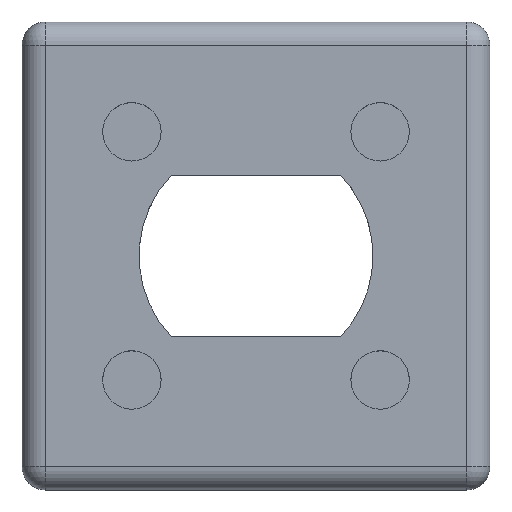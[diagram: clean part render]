
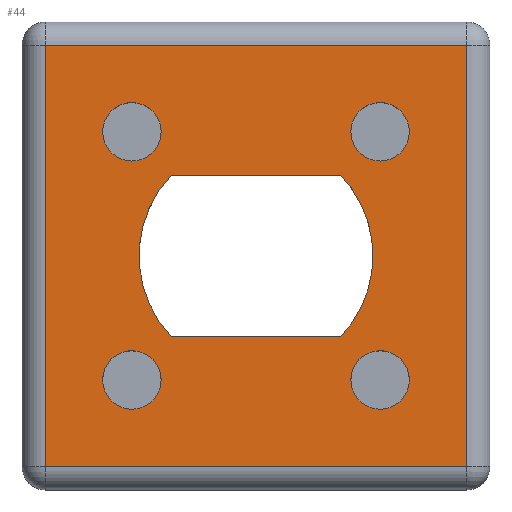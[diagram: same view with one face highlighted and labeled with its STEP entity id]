
A CAD part, top view. The second image highlights one B-rep face of the part: STEP entity #44.
In plain terms, the highlighted planar face has unit normal (0, 0, 1).
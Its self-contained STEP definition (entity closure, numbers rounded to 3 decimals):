
#13 = VERTEX_POINT ( 'NONE', #438 ) ;
#24 = EDGE_CURVE ( 'NONE', #352, #213, #430, .T. ) ;
#29 = ORIENTED_EDGE ( 'NONE', *, *, #24, .F. ) ;
#40 = EDGE_LOOP ( 'NONE', ( #95, #108 ) ) ;
#41 = EDGE_LOOP ( 'NONE', ( #48, #130 ) ) ;
#42 = EDGE_LOOP ( 'NONE', ( #29, #132 ) ) ;
#43 = VERTEX_POINT ( 'NONE', #444 ) ;
#44 = ADVANCED_FACE ( 'NONE', ( #450, #420, #453, #451, #454, #449 ), #455, .T. ) ;
#48 = ORIENTED_EDGE ( 'NONE', *, *, #133, .F. ) ;
#49 = EDGE_CURVE ( 'NONE', #215, #1356, #501, .T. ) ;
#52 = EDGE_CURVE ( 'NONE', #1271, #1268, #441, .T. ) ;
#58 = VERTEX_POINT ( 'NONE', #482 ) ;
#66 = VERTEX_POINT ( 'NONE', #486 ) ;
#67 = EDGE_CURVE ( 'NONE', #66, #58, #531, .T. ) ;
#68 = ORIENTED_EDGE ( 'NONE', *, *, #52, .F. ) ;
#83 = EDGE_CURVE ( 'NONE', #1360, #13, #558, .T. ) ;
#86 = EDGE_CURVE ( 'NONE', #213, #352, #550, .T. ) ;
#95 = ORIENTED_EDGE ( 'NONE', *, *, #129, .F. ) ;
#96 = ORIENTED_EDGE ( 'NONE', *, *, #125, .T. ) ;
#108 = ORIENTED_EDGE ( 'NONE', *, *, #83, .F. ) ;
#113 = ORIENTED_EDGE ( 'NONE', *, *, #119, .T. ) ;
#117 = ORIENTED_EDGE ( 'NONE', *, *, #189, .T. ) ;
#118 = EDGE_LOOP ( 'NONE', ( #121, #68 ) ) ;
#119 = EDGE_CURVE ( 'NONE', #43, #123, #607, .T. ) ;
#120 = EDGE_LOOP ( 'NONE', ( #126, #96, #113, #117 ) ) ;
#121 = ORIENTED_EDGE ( 'NONE', *, *, #128, .F. ) ;
#122 = VERTEX_POINT ( 'NONE', #566 ) ;
#123 = VERTEX_POINT ( 'NONE', #601 ) ;
#124 = EDGE_CURVE ( 'NONE', #122, #127, #216, .T. ) ;
#125 = EDGE_CURVE ( 'NONE', #127, #43, #649, .T. ) ;
#126 = ORIENTED_EDGE ( 'NONE', *, *, #124, .T. ) ;
#127 = VERTEX_POINT ( 'NONE', #652 ) ;
#128 = EDGE_CURVE ( 'NONE', #1268, #1271, #643, .T. ) ;
#129 = EDGE_CURVE ( 'NONE', #13, #1360, #645, .T. ) ;
#130 = ORIENTED_EDGE ( 'NONE', *, *, #49, .F. ) ;
#131 = ORIENTED_EDGE ( 'NONE', *, *, #67, .F. ) ;
#132 = ORIENTED_EDGE ( 'NONE', *, *, #86, .F. ) ;
#133 = EDGE_CURVE ( 'NONE', #1356, #215, #642, .T. ) ;
#136 = ORIENTED_EDGE ( 'NONE', *, *, #159, .F. ) ;
#137 = EDGE_CURVE ( 'NONE', #165, #66, #682, .T. ) ;
#146 = VERTEX_POINT ( 'NONE', #633 ) ;
#150 = EDGE_LOOP ( 'NONE', ( #188, #185, #153, #136, #131 ) ) ;
#153 = ORIENTED_EDGE ( 'NONE', *, *, #174, .F. ) ;
#154 = VERTEX_POINT ( 'NONE', #636 ) ;
#159 = EDGE_CURVE ( 'NONE', #58, #154, #710, .T. ) ;
#165 = VERTEX_POINT ( 'NONE', #702 ) ;
#174 = EDGE_CURVE ( 'NONE', #154, #146, #691, .T. ) ;
#185 = ORIENTED_EDGE ( 'NONE', *, *, #187, .F. ) ;
#187 = EDGE_CURVE ( 'NONE', #146, #165, #729, .T. ) ;
#188 = ORIENTED_EDGE ( 'NONE', *, *, #137, .F. ) ;
#189 = EDGE_CURVE ( 'NONE', #123, #122, #724, .T. ) ;
#213 = VERTEX_POINT ( 'NONE', #809 ) ;
#215 = VERTEX_POINT ( 'NONE', #767 ) ;
#216 = LINE ( 'NONE', #244, #247 ) ;
#217 = DIRECTION ( 'NONE',  ( 0., -1., 0. ) ) ;
#244 = CARTESIAN_POINT ( 'NONE',  ( -9., -10., 5. ) ) ;
#247 = VECTOR ( 'NONE', #217, 1000. ) ;
#352 = VERTEX_POINT ( 'NONE', #967 ) ;
#382 = AXIS2_PLACEMENT_3D ( 'NONE', #419, #418, #417 ) ;
#417 = DIRECTION ( 'NONE',  ( -1., 0., 0. ) ) ;
#418 = DIRECTION ( 'NONE',  ( 0., 0., 1. ) ) ;
#419 = CARTESIAN_POINT ( 'NONE',  ( 5.303, -5.303, 5. ) ) ;
#420 = FACE_BOUND ( 'NONE', #41, .T. ) ;
#430 = CIRCLE ( 'NONE', #382, 1.25 ) ;
#438 = CARTESIAN_POINT ( 'NONE',  ( 6.553, 5.303, 5. ) ) ;
#441 = CIRCLE ( 'NONE', #492, 1.25 ) ;
#442 = AXIS2_PLACEMENT_3D ( 'NONE', #505, #504, #503 ) ;
#443 = DIRECTION ( 'NONE',  ( 0., 0., 1. ) ) ;
#444 = CARTESIAN_POINT ( 'NONE',  ( 9., -9., 5. ) ) ;
#449 = FACE_BOUND ( 'NONE', #150, .T. ) ;
#450 = FACE_BOUND ( 'NONE', #42, .T. ) ;
#451 = FACE_BOUND ( 'NONE', #118, .T. ) ;
#453 = FACE_BOUND ( 'NONE', #40, .T. ) ;
#454 = FACE_OUTER_BOUND ( 'NONE', #120, .T. ) ;
#455 = PLANE ( 'NONE',  #442 ) ;
#474 = CARTESIAN_POINT ( 'NONE',  ( 0., 0., 5. ) ) ;
#482 = CARTESIAN_POINT ( 'NONE',  ( 3.619, 3.45, 5. ) ) ;
#486 = CARTESIAN_POINT ( 'NONE',  ( 5., 0., 5. ) ) ;
#490 = DIRECTION ( 'NONE',  ( 1., 0., 0. ) ) ;
#491 = DIRECTION ( 'NONE',  ( 0., 0., 1. ) ) ;
#492 = AXIS2_PLACEMENT_3D ( 'NONE', #498, #491, #490 ) ;
#498 = CARTESIAN_POINT ( 'NONE',  ( -5.303, 5.303, 5. ) ) ;
#499 = DIRECTION ( 'NONE',  ( -1., 0., 0. ) ) ;
#500 = AXIS2_PLACEMENT_3D ( 'NONE', #506, #443, #499 ) ;
#501 = CIRCLE ( 'NONE', #500, 1.25 ) ;
#503 = DIRECTION ( 'NONE',  ( 1., 0., 0. ) ) ;
#504 = DIRECTION ( 'NONE',  ( 0., 0., 1. ) ) ;
#505 = CARTESIAN_POINT ( 'NONE',  ( -10., 10., 5. ) ) ;
#506 = CARTESIAN_POINT ( 'NONE',  ( -5.303, -5.303, 5. ) ) ;
#528 = DIRECTION ( 'NONE',  ( 1., 0., 0. ) ) ;
#529 = DIRECTION ( 'NONE',  ( 0., 0., 1. ) ) ;
#530 = AXIS2_PLACEMENT_3D ( 'NONE', #474, #529, #528 ) ;
#531 = CIRCLE ( 'NONE', #530, 5. ) ;
#534 = DIRECTION ( 'NONE',  ( -1., 0., 0. ) ) ;
#535 = DIRECTION ( 'NONE',  ( 0., 0., 1. ) ) ;
#536 = CARTESIAN_POINT ( 'NONE',  ( 5.303, -5.303, 5. ) ) ;
#537 = AXIS2_PLACEMENT_3D ( 'NONE', #536, #535, #534 ) ;
#546 = DIRECTION ( 'NONE',  ( 1., 0., 0. ) ) ;
#547 = DIRECTION ( 'NONE',  ( 0., 0., 1. ) ) ;
#550 = CIRCLE ( 'NONE', #537, 1.25 ) ;
#556 = CARTESIAN_POINT ( 'NONE',  ( 5.303, 5.303, 5. ) ) ;
#558 = CIRCLE ( 'NONE', #564, 1.25 ) ;
#564 = AXIS2_PLACEMENT_3D ( 'NONE', #556, #547, #546 ) ;
#566 = CARTESIAN_POINT ( 'NONE',  ( -9., 9., 5. ) ) ;
#601 = CARTESIAN_POINT ( 'NONE',  ( 9., 9., 5. ) ) ;
#604 = DIRECTION ( 'NONE',  ( 0., 1., 0. ) ) ;
#605 = VECTOR ( 'NONE', #604, 1000. ) ;
#606 = CARTESIAN_POINT ( 'NONE',  ( 9., 10., 5. ) ) ;
#607 = LINE ( 'NONE', #606, #605 ) ;
#628 = DIRECTION ( 'NONE',  ( -1., 0., 0. ) ) ;
#629 = DIRECTION ( 'NONE',  ( 0., 0., 1. ) ) ;
#630 = CARTESIAN_POINT ( 'NONE',  ( -5.303, -5.303, 5. ) ) ;
#631 = AXIS2_PLACEMENT_3D ( 'NONE', #630, #629, #628 ) ;
#633 = CARTESIAN_POINT ( 'NONE',  ( -3.619, -3.45, 5. ) ) ;
#634 = DIRECTION ( 'NONE',  ( 1., 0., 0. ) ) ;
#635 = DIRECTION ( 'NONE',  ( 0., 0., 1. ) ) ;
#636 = CARTESIAN_POINT ( 'NONE',  ( -3.619, 3.45, 5. ) ) ;
#638 = DIRECTION ( 'NONE',  ( 1., 0., 0. ) ) ;
#639 = DIRECTION ( 'NONE',  ( 0., 0., 1. ) ) ;
#640 = CARTESIAN_POINT ( 'NONE',  ( 0., 0., 5. ) ) ;
#641 = CARTESIAN_POINT ( 'NONE',  ( 5.303, 5.303, 5. ) ) ;
#642 = CIRCLE ( 'NONE', #631, 1.25 ) ;
#643 = CIRCLE ( 'NONE', #650, 1.25 ) ;
#645 = CIRCLE ( 'NONE', #651, 1.25 ) ;
#646 = DIRECTION ( 'NONE',  ( 1., 0., 0. ) ) ;
#647 = VECTOR ( 'NONE', #646, 1000. ) ;
#648 = CARTESIAN_POINT ( 'NONE',  ( 10., -9., 5. ) ) ;
#649 = LINE ( 'NONE', #648, #647 ) ;
#650 = AXIS2_PLACEMENT_3D ( 'NONE', #653, #639, #638 ) ;
#651 = AXIS2_PLACEMENT_3D ( 'NONE', #641, #635, #634 ) ;
#652 = CARTESIAN_POINT ( 'NONE',  ( -9., -9., 5. ) ) ;
#653 = CARTESIAN_POINT ( 'NONE',  ( -5.303, 5.303, 5. ) ) ;
#679 = DIRECTION ( 'NONE',  ( 1., 0., 0. ) ) ;
#680 = DIRECTION ( 'NONE',  ( 0., 0., 1. ) ) ;
#681 = AXIS2_PLACEMENT_3D ( 'NONE', #640, #680, #679 ) ;
#682 = CIRCLE ( 'NONE', #681, 5. ) ;
#687 = DIRECTION ( 'NONE',  ( 1., 0., 0. ) ) ;
#688 = DIRECTION ( 'NONE',  ( 0., 0., 1. ) ) ;
#689 = CARTESIAN_POINT ( 'NONE',  ( 0., 0., 5. ) ) ;
#690 = AXIS2_PLACEMENT_3D ( 'NONE', #689, #688, #687 ) ;
#691 = CIRCLE ( 'NONE', #690, 5. ) ;
#702 = CARTESIAN_POINT ( 'NONE',  ( 3.619, -3.45, 5. ) ) ;
#707 = DIRECTION ( 'NONE',  ( -1., 0., 0. ) ) ;
#708 = VECTOR ( 'NONE', #707, 1000. ) ;
#709 = CARTESIAN_POINT ( 'NONE',  ( 3.619, 3.45, 5. ) ) ;
#710 = LINE ( 'NONE', #709, #708 ) ;
#719 = DIRECTION ( 'NONE',  ( -1., 0., 0. ) ) ;
#720 = VECTOR ( 'NONE', #719, 1000. ) ;
#721 = CARTESIAN_POINT ( 'NONE',  ( -10., 9., 5. ) ) ;
#724 = LINE ( 'NONE', #721, #720 ) ;
#726 = DIRECTION ( 'NONE',  ( 1., 0., 0. ) ) ;
#727 = VECTOR ( 'NONE', #726, 1000. ) ;
#728 = CARTESIAN_POINT ( 'NONE',  ( 3.619, -3.45, 5. ) ) ;
#729 = LINE ( 'NONE', #728, #727 ) ;
#767 = CARTESIAN_POINT ( 'NONE',  ( -6.553, -5.303, 5. ) ) ;
#809 = CARTESIAN_POINT ( 'NONE',  ( 4.053, -5.303, 5. ) ) ;
#967 = CARTESIAN_POINT ( 'NONE',  ( 6.553, -5.303, 5. ) ) ;
#1036 = CARTESIAN_POINT ( 'NONE',  ( -6.553, 5.303, 5. ) ) ;
#1037 = CARTESIAN_POINT ( 'NONE',  ( -4.053, 5.303, 5. ) ) ;
#1186 = CARTESIAN_POINT ( 'NONE',  ( 4.053, 5.303, 5. ) ) ;
#1187 = CARTESIAN_POINT ( 'NONE',  ( -4.053, -5.303, 5. ) ) ;
#1268 = VERTEX_POINT ( 'NONE', #1037 ) ;
#1271 = VERTEX_POINT ( 'NONE', #1036 ) ;
#1356 = VERTEX_POINT ( 'NONE', #1187 ) ;
#1360 = VERTEX_POINT ( 'NONE', #1186 ) ;
